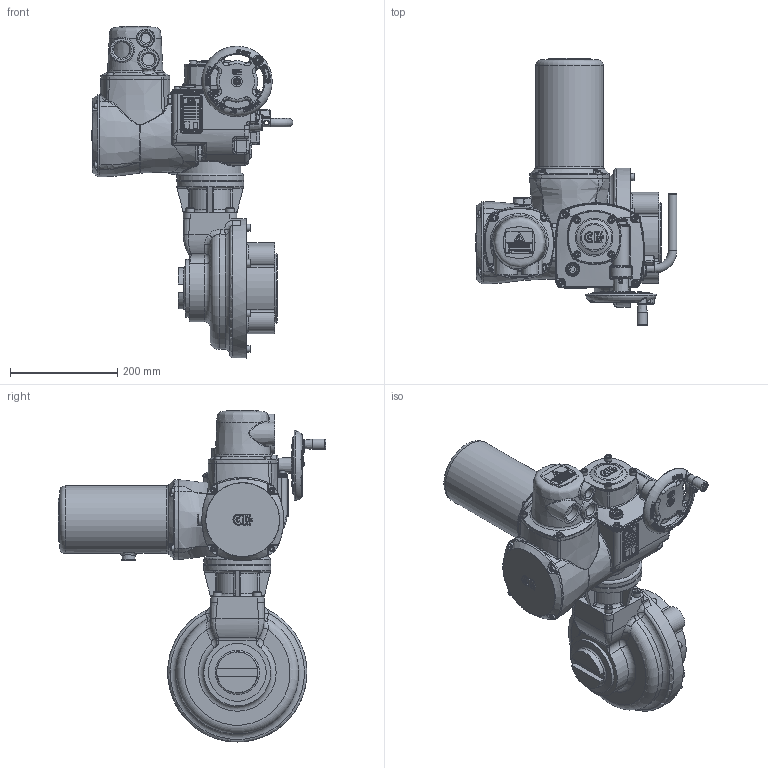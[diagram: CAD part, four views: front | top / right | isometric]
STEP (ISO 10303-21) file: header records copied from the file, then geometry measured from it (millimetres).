
FILE_DESCRIPTION(/* description */ ('Unknown'),/* implementation_level */ '2;1');
FILE_NAME(/* name */ 'A2B7N0B000X-1',/* time_stamp */ '2019-09-14T14:07:29+06:00',/* author */ ('Unknown'),/* organization */ ('Unknown'),/* preprocessor_version */ 'ST-DEVELOPER v16.7',/* originating_system */ 'DEX',/* authorisation */ $);
FILE_SCHEMA (('AUTOMOTIVE_DESIGN {1 0 10303 214 3 1 1}'));
Length unit declared in the file: millimetre
Products named in the file (1): A2B7N0B000
Bounding box: 376.35 x 499.65 x 619.74 mm (x, y, z)
Volume: 24721.2 mm3; surface area: 802502.9 mm2
Topology: 25 solids, 30 shells, 5222 faces, 13156 edges, 8199 vertices
Faces by surface type: plane 2170, bspline 1779, cylinder 605, torus 315, cone 274, sphere 79
Full cylindrical faces by diameter (mm): 4.917 x17, 6 x2, 8 x12, 8.2 x1, 8.376 x4, 8.5 x8, 9 x8, 10 x21, 10.22 x4, 10.5 x8, 10.8 x8, 12 x1, 13 x18, 13.5 x1, 14 x1, 14.5 x4, 15 x1, 15.5 x1, 16 x8, 17.294 x4, 18.376 x1, 19 x1, 20 x1, 23.376 x1, 30 x1, 30.376 x1, 52 x1, 54.017 x1, 55 x2, 55.3 x1
Entity records: 250740 total; most frequent: CARTESIAN_POINT 110174, ORIENTED_EDGE 24858, DIRECTION 15238, EDGE_CURVE 12429, VERTEX_POINT 8013, B_SPLINE_CURVE_WITH_KNOTS 6519, FACE_BOUND 6018, EDGE_LOOP 5980
